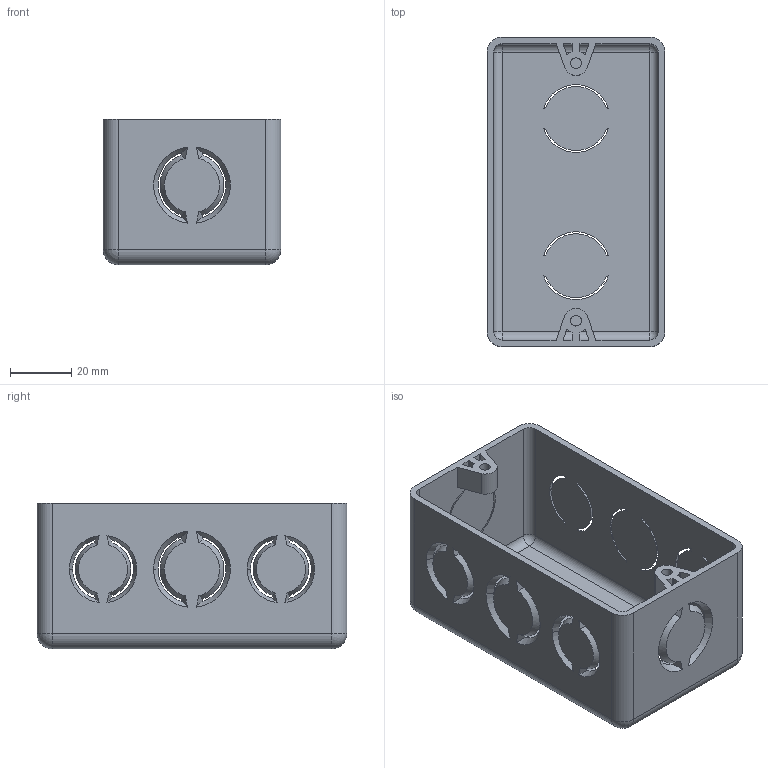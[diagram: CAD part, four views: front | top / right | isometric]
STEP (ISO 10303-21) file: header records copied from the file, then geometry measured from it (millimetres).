
FILE_DESCRIPTION (( 'STEP AP214' ), '1' );
FILE_NAME ('User Library-caixa_passagem_4x2.STEP', '2020-03-27T15:45:29', ( '' ), ( '' ), 'SwSTEP 2.0', 'SolidWorks 2019', '' );
FILE_SCHEMA (( 'AUTOMOTIVE_DESIGN' ));
Length unit declared in the file: millimetre
Products named in the file (1): User Library-caixa_passagem_4x2
Bounding box: 58 x 101 x 47.5 mm (x, y, z)
Volume: 40489.1 mm3; surface area: 40483.3 mm2
Topology: 1 solids, 1 shells, 169 faces, 494 edges, 316 vertices
Faces by surface type: plane 65, cone 52, cylinder 44, sphere 8
Entity records: 6623 total; most frequent: CARTESIAN_POINT 1212, ORIENTED_EDGE 972, DIRECTION 938, EDGE_CURVE 486, AXIS2_PLACEMENT_3D 362, VERTEX_POINT 316, EDGE_LOOP 218, VECTOR 214
